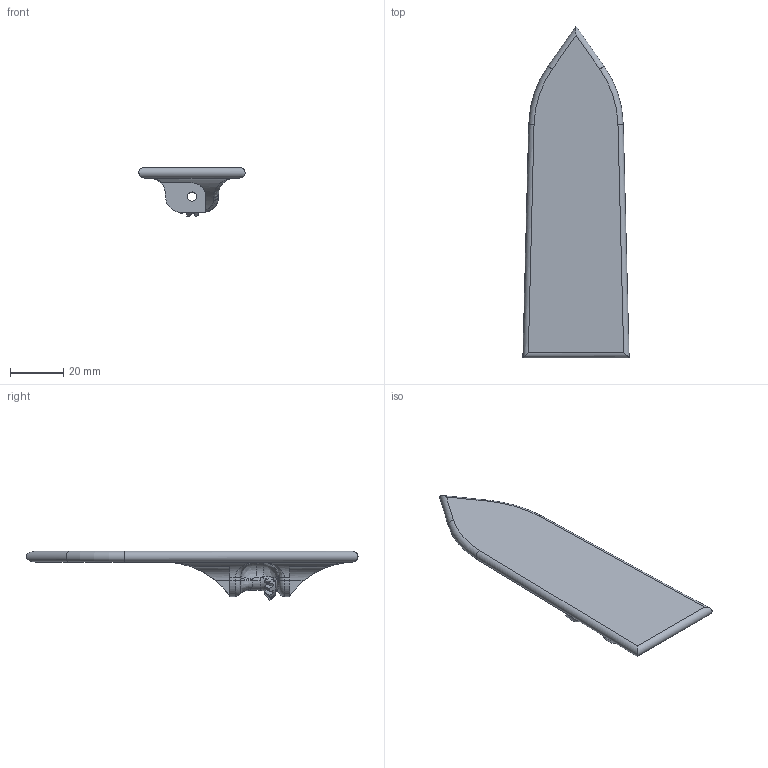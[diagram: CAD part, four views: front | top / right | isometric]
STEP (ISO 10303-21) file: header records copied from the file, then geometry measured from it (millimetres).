
FILE_DESCRIPTION (( 'STEP AP203' ), '1' );
FILE_NAME ('曘2.0.STE', '2023-10-04T02:20:20', ( '' ), ( '' ), 'SwSTEP 2.0', 'SolidWorks 2021', '' );
FILE_SCHEMA (( 'CONFIG_CONTROL_DESIGN' ));
Length unit declared in the file: millimetre
Products named in the file (1): ��2.0
Bounding box: 40 x 125 x 18.54 mm (x, y, z)
Volume: 22094.7 mm3; surface area: 10392.2 mm2
Topology: 1 solids, 1 shells, 137 faces, 354 edges, 212 vertices
Faces by surface type: bspline 59, cylinder 36, plane 17, cone 15, torus 10
Entity records: 7262 total; most frequent: CARTESIAN_POINT 4342, ORIENTED_EDGE 694, DIRECTION 461, EDGE_CURVE 347, VERTEX_POINT 212, AXIS2_PLACEMENT_3D 186, B_SPLINE_CURVE_WITH_KNOTS 140, EDGE_LOOP 139
